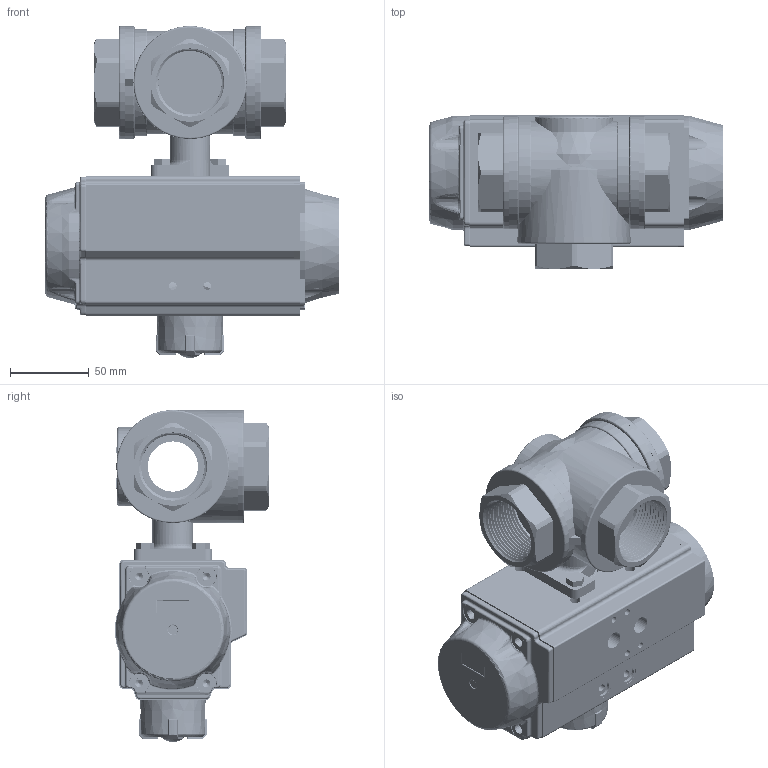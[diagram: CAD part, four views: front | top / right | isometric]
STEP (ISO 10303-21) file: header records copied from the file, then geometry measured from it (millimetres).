
FILE_DESCRIPTION(/* description */ ('Unknown'),/* implementation_level */ '2;1');
FILE_NAME(/* name */ 'PD03 0837_0838-07',/* time_stamp */ '2025-03-24T12:25:58+01:00',/* author */ ('Unknown'),/* organization */ ('Unknown'),/* preprocessor_version */ 'ST-DEVELOPER v19.4',/* originating_system */ 'Solid Edge',/* authorisation */ 'Unknown');
FILE_SCHEMA (('AUTOMOTIVE_DESIGN {1 0 10303 214 3 1 1}'));
Products named in the file (16): PD03 0837_0838-07; 2.330_335.032; 351-07-002; 351-07-005; 351-07-001; DIN558_M_6x16.1.3; PD03_PE02; vt65-2016-06-25; Optische Anzeige; ______; ________(___________; cup head nib bolts with large head gb_GB_FASTENER_BOLT_CHNBW M6X25-N; ____65______ ______; VT65_____________MIR; zhou65; VTE65____
Assembly tree (23 placements, depth 4):
  PD03 0837_0838-07
    2.330_335.032
      351-07-002  x3
      351-07-005
      351-07-001
    DIN558_M_6x16.1.3  x3
    PD03_PE02
      vt65-2016-06-25
      Optische Anzeige
        ______
        ________(___________  x4
        cup head nib bolts with large head gb_GB_FASTENER_BOLT_CHNBW M6X25-N
      ____65______ ______  x2
      VT65_____________MIR
      zhou65
      VTE65____
Bounding box: 186.5 x 98.14 x 211.31 mm (x, y, z)
Volume: 926832.8 mm3; surface area: 323086.9 mm2
Topology: 20 solids, 20 shells, 3161 faces, 8381 edges, 5376 vertices
Faces by surface type: plane 1391, cylinder 811, bspline 483, torus 272, cone 170, sphere 34
Full cylindrical faces by diameter (mm): 3 x16, 3.3 x8, 4 x13, 4.134 x8, 4.66 x1, 4.917 x15, 5 x1, 6 x4, 6.2 x1, 6.5 x4, 6.647 x4, 7 x3, 10 x8, 11 x1, 11.4 x1, 11.445 x2, 12 x3, 12.5 x2, 12.9 x1, 13 x2, 14 x5, 15 x5, 16.2 x18, 17 x3, 18 x1, 20 x2, 22.5 x1, 24.2 x1, 24.4 x1, 26 x1
Entity records: 103490 total; most frequent: CARTESIAN_POINT 46374, ORIENTED_EDGE 12420, DIRECTION 10493, EDGE_CURVE 6210, VERTEX_POINT 4209, AXIS2_PLACEMENT_3D 3701, LINE 3091, VECTOR 3091
